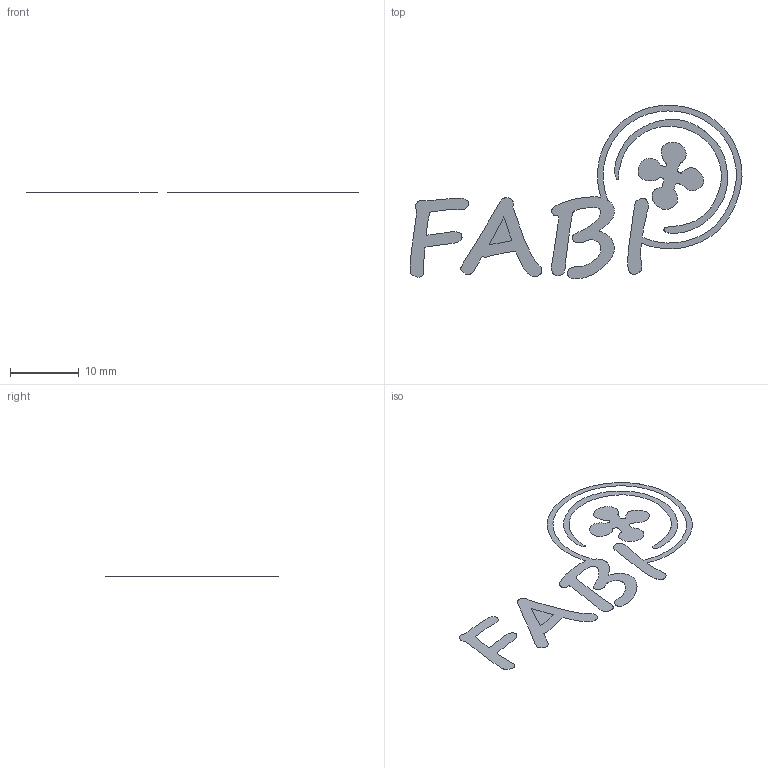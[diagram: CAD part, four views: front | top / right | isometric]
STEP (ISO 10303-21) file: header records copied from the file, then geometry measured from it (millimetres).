
FILE_DESCRIPTION(('FreeCAD Model'),'2;1');
FILE_NAME('FABI_logo.step','2021-03-11T20:56:35',('Author'),('') ,'Open CASCADE STEP processor 7.3','FreeCAD','Unknown');
FILE_SCHEMA(('AUTOMOTIVE_DESIGN { 1 0 10303 214 1 1 1 1 }'));
Length unit declared in the file: millimetre
Products named in the file (6): path4500006; path4500; path4500010; path4500004; path4500055; path4500008
Bounding box: 48.43 x 25.3 x 0 mm (x, y, z)
Surface area: 305.1 mm2 (no closed solid volume)
Topology: 0 solids, 6 shells, 6 faces, 349 edges, 349 vertices
Faces by surface type: bspline 6
Entity records: 6024 total; most frequent: CARTESIAN_POINT 3082, B_SPLINE_CURVE_WITH_KNOTS 698, ORIENTED_EDGE 349, EDGE_CURVE 349, VERTEX_POINT 349, SURFACE_CURVE 349, PCURVE 349, DEFINITIONAL_REPRESENTATION 349
